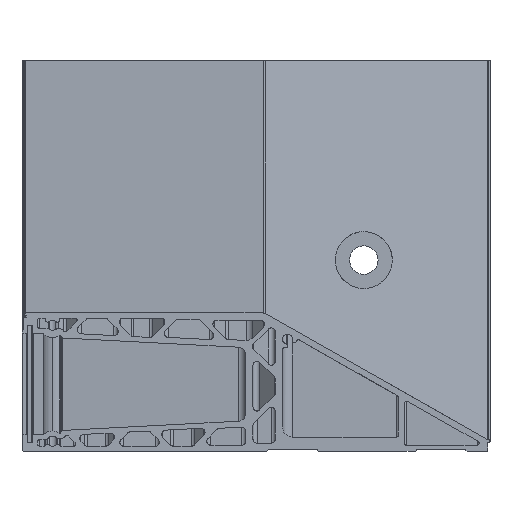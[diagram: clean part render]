
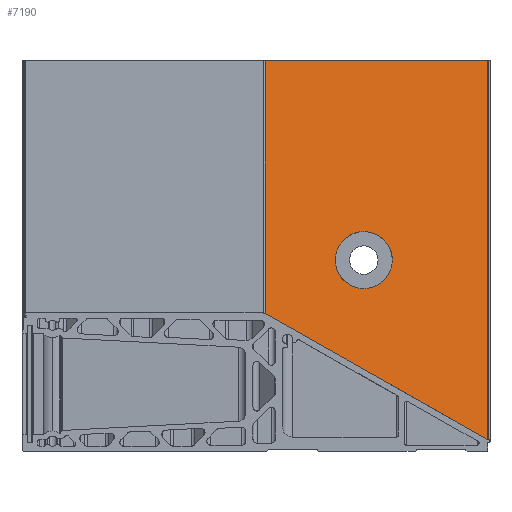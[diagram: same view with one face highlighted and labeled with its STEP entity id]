
A CAD part, left-side view. The second image highlights one B-rep face of the part: STEP entity #7190.
In plain terms, the highlighted planar face has unit normal (-0.87, -0.494, 0).
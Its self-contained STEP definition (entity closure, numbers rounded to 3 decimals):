
#255 = FACE_OUTER_BOUND ( 'NONE', #10533, .T. ) ;
#674 = CARTESIAN_POINT ( 'NONE',  ( 43.703, -86., -84. ) ) ;
#827 = LINE ( 'NONE', #10163, #6727 ) ;
#860 =( BOUNDED_CURVE ( )  B_SPLINE_CURVE ( 3, ( #1666, #674, #9502, #1801 ),
 .UNSPECIFIED., .F., .T. ) 
 B_SPLINE_CURVE_WITH_KNOTS ( ( 4, 4 ),
 ( 1.571, 4.712 ),
 .UNSPECIFIED. ) 
 CURVE ( )  GEOMETRIC_REPRESENTATION_ITEM ( )  RATIONAL_B_SPLINE_CURVE ( ( 1., 0.333, 0.333, 1. ) ) 
 REPRESENTATION_ITEM ( '' )  );
#1175 = VERTEX_POINT ( 'NONE', #10645 ) ;
#1404 = VERTEX_POINT ( 'NONE', #4008 ) ;
#1549 = LINE ( 'NONE', #2550, #3020 ) ;
#1666 = CARTESIAN_POINT ( 'NONE',  ( 27.811, -58., -84. ) ) ;
#1675 = EDGE_CURVE ( 'NONE', #13127, #1404, #3577, .T. ) ;
#1700 = CARTESIAN_POINT ( 'NONE',  ( 11.919, -30., -84. ) ) ;
#1801 = CARTESIAN_POINT ( 'NONE',  ( 27.811, -58., -112. ) ) ;
#1975 = VERTEX_POINT ( 'NONE', #3558 ) ;
#2164 = EDGE_CURVE ( 'NONE', #4930, #1175, #1549, .T. ) ;
#2542 = EDGE_LOOP ( 'NONE', ( #9835, #12011 ) ) ;
#2550 = CARTESIAN_POINT ( 'NONE',  ( 0.261, -9.459, 0. ) ) ;
#2832 = DIRECTION ( 'NONE',  ( 0.494, -0.87, 0. ) ) ;
#3020 = VECTOR ( 'NONE', #2832, 1000. ) ;
#3275 = VECTOR ( 'NONE', #3385, 1000. ) ;
#3385 = DIRECTION ( 'NONE',  ( -0.443, 0.78, 0.443 ) ) ;
#3456 = LINE ( 'NONE', #9848, #3275 ) ;
#3558 = CARTESIAN_POINT ( 'NONE',  ( 62.235, -118.652, -186.235 ) ) ;
#3564 = EDGE_CURVE ( 'NONE', #4930, #4245, #5021, .T. ) ;
#3577 =( BOUNDED_CURVE ( )  B_SPLINE_CURVE ( 3, ( #7120, #12634, #1700, #8189 ),
 .UNSPECIFIED., .F., .T. ) 
 B_SPLINE_CURVE_WITH_KNOTS ( ( 4, 4 ),
 ( 4.712, 7.854 ),
 .UNSPECIFIED. ) 
 CURVE ( )  GEOMETRIC_REPRESENTATION_ITEM ( )  RATIONAL_B_SPLINE_CURVE ( ( 1., 0.333, 0.333, 1. ) ) 
 REPRESENTATION_ITEM ( '' )  );
#3740 = CARTESIAN_POINT ( 'NONE',  ( 0.261, -9.459, 0. ) ) ;
#4008 = CARTESIAN_POINT ( 'NONE',  ( 27.811, -58., -84. ) ) ;
#4245 = VERTEX_POINT ( 'NONE', #4357 ) ;
#4357 = CARTESIAN_POINT ( 'NONE',  ( 0.261, -9.459, -124.261 ) ) ;
#4600 = ORIENTED_EDGE ( 'NONE', *, *, #10349, .F. ) ;
#4930 = VERTEX_POINT ( 'NONE', #5298 ) ;
#5021 = LINE ( 'NONE', #10277, #5646 ) ;
#5125 = AXIS2_PLACEMENT_3D ( 'NONE', #3740, #8940, #6813 ) ;
#5298 = CARTESIAN_POINT ( 'NONE',  ( 0.261, -9.459, 0. ) ) ;
#5646 = VECTOR ( 'NONE', #12327, 1000. ) ;
#6727 = VECTOR ( 'NONE', #7042, 1000. ) ;
#6813 = DIRECTION ( 'NONE',  ( -0.494, 0.87, 0. ) ) ;
#7042 = DIRECTION ( 'NONE',  ( 0., 0., -1. ) ) ;
#7120 = CARTESIAN_POINT ( 'NONE',  ( 27.811, -58., -112. ) ) ;
#7190 = ADVANCED_FACE ( 'NONE', ( #9146, #255 ), #13438, .F. ) ;
#7224 = EDGE_CURVE ( 'NONE', #1404, #13127, #860, .T. ) ;
#8123 = CARTESIAN_POINT ( 'NONE',  ( 27.811, -58., -112. ) ) ;
#8189 = CARTESIAN_POINT ( 'NONE',  ( 27.811, -58., -84. ) ) ;
#8630 = ORIENTED_EDGE ( 'NONE', *, *, #12316, .F. ) ;
#8940 = DIRECTION ( 'NONE',  ( 0.87, 0.494, 0. ) ) ;
#9146 = FACE_BOUND ( 'NONE', #2542, .T. ) ;
#9502 = CARTESIAN_POINT ( 'NONE',  ( 43.703, -86., -112. ) ) ;
#9835 = ORIENTED_EDGE ( 'NONE', *, *, #7224, .T. ) ;
#9848 = CARTESIAN_POINT ( 'NONE',  ( -24.084, 33.433, -99.916 ) ) ;
#10163 = CARTESIAN_POINT ( 'NONE',  ( 62.235, -118.652, 0. ) ) ;
#10277 = CARTESIAN_POINT ( 'NONE',  ( 0.261, -9.459, 0. ) ) ;
#10349 = EDGE_CURVE ( 'NONE', #1975, #4245, #3456, .T. ) ;
#10533 = EDGE_LOOP ( 'NONE', ( #8630, #13662, #10915, #4600 ) ) ;
#10645 = CARTESIAN_POINT ( 'NONE',  ( 62.235, -118.652, 0. ) ) ;
#10915 = ORIENTED_EDGE ( 'NONE', *, *, #3564, .T. ) ;
#12011 = ORIENTED_EDGE ( 'NONE', *, *, #1675, .T. ) ;
#12316 = EDGE_CURVE ( 'NONE', #1175, #1975, #827, .T. ) ;
#12327 = DIRECTION ( 'NONE',  ( 0., 0., -1. ) ) ;
#12634 = CARTESIAN_POINT ( 'NONE',  ( 11.919, -30., -112. ) ) ;
#13127 = VERTEX_POINT ( 'NONE', #8123 ) ;
#13438 = PLANE ( 'NONE',  #5125 ) ;
#13662 = ORIENTED_EDGE ( 'NONE', *, *, #2164, .F. ) ;
